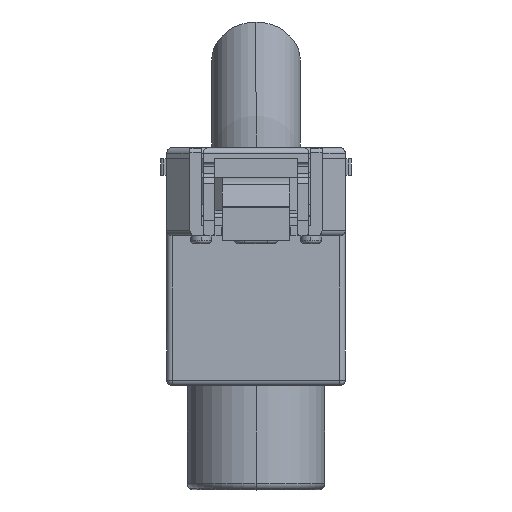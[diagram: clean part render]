
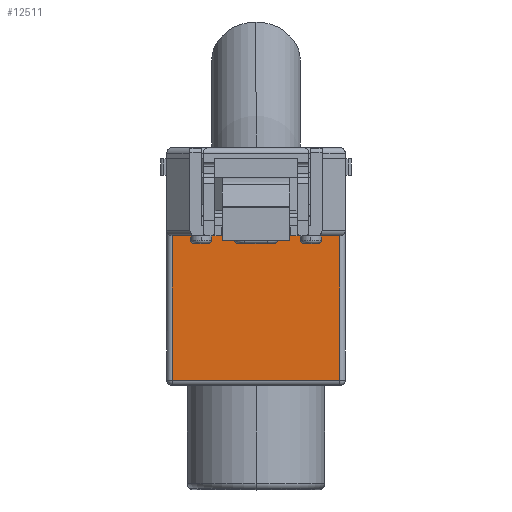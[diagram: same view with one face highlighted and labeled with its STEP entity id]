
A CAD part, left-side view. The second image highlights one B-rep face of the part: STEP entity #12511.
In plain terms, the highlighted planar face has unit normal (-1, 0, 0).
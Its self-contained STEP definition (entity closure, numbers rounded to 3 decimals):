
#406 = VECTOR ( 'NONE', #44479, 1000. ) ;
#1310 = CARTESIAN_POINT ( 'NONE',  ( -108.05, -4., -122.5 ) ) ;
#1363 = AXIS2_PLACEMENT_3D ( 'NONE', #16162, #33484, #76593 ) ;
#1434 = LINE ( 'NONE', #49796, #77662 ) ;
#2018 = VERTEX_POINT ( 'NONE', #22811 ) ;
#2148 = EDGE_CURVE ( 'NONE', #67100, #60340, #30309, .T. ) ;
#2621 = CARTESIAN_POINT ( 'NONE',  ( -108.05, 5.6, -122.5 ) ) ;
#2847 = LINE ( 'NONE', #31856, #28552 ) ;
#4624 = DIRECTION ( 'NONE',  ( 0., 0., 1. ) ) ;
#4929 = DIRECTION ( 'NONE',  ( 0., -1., 0. ) ) ;
#5039 = DIRECTION ( 'NONE',  ( 0., 0., 1. ) ) ;
#5238 = CIRCLE ( 'NONE', #73437, 0.3 ) ;
#5629 = VERTEX_POINT ( 'NONE', #45431 ) ;
#6210 = CARTESIAN_POINT ( 'NONE',  ( -108.05, -4., -122.9 ) ) ;
#6927 = CARTESIAN_POINT ( 'NONE',  ( -108.05, -5.6, -122.2 ) ) ;
#8781 = CIRCLE ( 'NONE', #52539, 0.3 ) ;
#8786 = ORIENTED_EDGE ( 'NONE', *, *, #51106, .T. ) ;
#9443 = EDGE_CURVE ( 'NONE', #5629, #33534, #67916, .T. ) ;
#9818 = EDGE_CURVE ( 'NONE', #29374, #74497, #8781, .T. ) ;
#10357 = DIRECTION ( 'NONE',  ( 0., 0., 1. ) ) ;
#10597 = CARTESIAN_POINT ( 'NONE',  ( -108.05, 4., -122.9 ) ) ;
#11479 = DIRECTION ( 'NONE',  ( 0., 0., 1. ) ) ;
#11736 = DIRECTION ( 'NONE',  ( 0., 0., 1. ) ) ;
#11925 = CARTESIAN_POINT ( 'NONE',  ( -108.05, -7.55, -122.9 ) ) ;
#12511 = ADVANCED_FACE ( 'NONE', ( #54660 ), #55839, .F. ) ;
#12521 = CARTESIAN_POINT ( 'NONE',  ( -108.05, -7.55, -122.9 ) ) ;
#14132 = DIRECTION ( 'NONE',  ( 0., 1., 0. ) ) ;
#14244 = LINE ( 'NONE', #26730, #406 ) ;
#14647 = CARTESIAN_POINT ( 'NONE',  ( -108.05, 4., -122.5 ) ) ;
#15118 = VERTEX_POINT ( 'NONE', #63878 ) ;
#15347 = VECTOR ( 'NONE', #40739, 1000. ) ;
#16162 = CARTESIAN_POINT ( 'NONE',  ( -108.05, 4.3, -122.5 ) ) ;
#16542 = CARTESIAN_POINT ( 'NONE',  ( -108.05, -5.6, -122.5 ) ) ;
#17230 = ORIENTED_EDGE ( 'NONE', *, *, #75967, .T. ) ;
#18101 = CIRCLE ( 'NONE', #1363, 0.3 ) ;
#18457 = ORIENTED_EDGE ( 'NONE', *, *, #46376, .F. ) ;
#18783 = DIRECTION ( 'NONE',  ( 0., 1., 0. ) ) ;
#20597 = ORIENTED_EDGE ( 'NONE', *, *, #62579, .T. ) ;
#20786 = EDGE_CURVE ( 'NONE', #42029, #29671, #18101, .T. ) ;
#21166 = EDGE_CURVE ( 'NONE', #68234, #38233, #5238, .T. ) ;
#22811 = CARTESIAN_POINT ( 'NONE',  ( -108.05, 5.9, -122.9 ) ) ;
#23767 = DIRECTION ( 'NONE',  ( -1., 0., 0. ) ) ;
#26003 = DIRECTION ( 'NONE',  ( 0., -1., 0. ) ) ;
#26730 = CARTESIAN_POINT ( 'NONE',  ( -108.05, 7.55, -122.9 ) ) ;
#27198 = DIRECTION ( 'NONE',  ( -1., 0., 0. ) ) ;
#27840 = LINE ( 'NONE', #52410, #15347 ) ;
#27902 = ORIENTED_EDGE ( 'NONE', *, *, #31573, .F. ) ;
#28409 = DIRECTION ( 'NONE',  ( 0., 0., 1. ) ) ;
#28552 = VECTOR ( 'NONE', #14132, 1000. ) ;
#28853 = VECTOR ( 'NONE', #72379, 1000. ) ;
#28967 = ORIENTED_EDGE ( 'NONE', *, *, #20786, .F. ) ;
#29374 = VERTEX_POINT ( 'NONE', #49668 ) ;
#29671 = VERTEX_POINT ( 'NONE', #32737 ) ;
#30309 = LINE ( 'NONE', #31489, #66433 ) ;
#30647 = LINE ( 'NONE', #12521, #60502 ) ;
#31486 = ORIENTED_EDGE ( 'NONE', *, *, #62468, .T. ) ;
#31489 = CARTESIAN_POINT ( 'NONE',  ( -108.05, 7.55, -109.9 ) ) ;
#31573 = EDGE_CURVE ( 'NONE', #38233, #29374, #2847, .T. ) ;
#31856 = CARTESIAN_POINT ( 'NONE',  ( -108.05, -5.6, -122.2 ) ) ;
#32737 = CARTESIAN_POINT ( 'NONE',  ( -108.05, 4.3, -122.2 ) ) ;
#33071 = LINE ( 'NONE', #70536, #52196 ) ;
#33484 = DIRECTION ( 'NONE',  ( -1., 0., 0. ) ) ;
#33534 = VERTEX_POINT ( 'NONE', #40544 ) ;
#34143 = CARTESIAN_POINT ( 'NONE',  ( -108.05, -5.9, -122.5 ) ) ;
#35323 = LINE ( 'NONE', #72773, #28853 ) ;
#35659 = LINE ( 'NONE', #78748, #57768 ) ;
#35725 = VERTEX_POINT ( 'NONE', #11925 ) ;
#37359 = EDGE_CURVE ( 'NONE', #15118, #35725, #1434, .T. ) ;
#37962 = EDGE_LOOP ( 'NONE', ( #78279, #55713, #76047, #28967, #18457, #38907, #31486, #53633, #27902, #78595, #72801, #63614, #8786, #17230, #72690, #20597 ) ) ;
#38233 = VERTEX_POINT ( 'NONE', #6927 ) ;
#38907 = ORIENTED_EDGE ( 'NONE', *, *, #75373, .T. ) ;
#39132 = DIRECTION ( 'NONE',  ( 0., 1., 0. ) ) ;
#40544 = CARTESIAN_POINT ( 'NONE',  ( -108.05, 5.9, -122.5 ) ) ;
#40739 = DIRECTION ( 'NONE',  ( 0., 0., 1. ) ) ;
#41773 = LINE ( 'NONE', #66318, #74898 ) ;
#42029 = VERTEX_POINT ( 'NONE', #14647 ) ;
#42132 = CARTESIAN_POINT ( 'NONE',  ( -108.05, 7.55, -122.9 ) ) ;
#43285 = LINE ( 'NONE', #6210, #62173 ) ;
#44422 = VECTOR ( 'NONE', #4929, 1000. ) ;
#44479 = DIRECTION ( 'NONE',  ( 0., -1., 0. ) ) ;
#45431 = CARTESIAN_POINT ( 'NONE',  ( -108.05, 5.6, -122.2 ) ) ;
#45905 = EDGE_CURVE ( 'NONE', #15118, #68234, #27840, .T. ) ;
#46161 = AXIS2_PLACEMENT_3D ( 'NONE', #49805, #73987, #18783 ) ;
#46376 = EDGE_CURVE ( 'NONE', #71386, #42029, #35659, .T. ) ;
#49668 = CARTESIAN_POINT ( 'NONE',  ( -108.05, -4.3, -122.2 ) ) ;
#49796 = CARTESIAN_POINT ( 'NONE',  ( -108.05, -5.9, -122.9 ) ) ;
#49805 = CARTESIAN_POINT ( 'NONE',  ( -108.05, 46.45, -109.9 ) ) ;
#49990 = VERTEX_POINT ( 'NONE', #79380 ) ;
#51106 = EDGE_CURVE ( 'NONE', #35725, #49990, #30647, .T. ) ;
#52196 = VECTOR ( 'NONE', #39132, 1000. ) ;
#52410 = CARTESIAN_POINT ( 'NONE',  ( -108.05, -5.9, -122.9 ) ) ;
#52539 = AXIS2_PLACEMENT_3D ( 'NONE', #72295, #73074, #4624 ) ;
#52686 = CARTESIAN_POINT ( 'NONE',  ( -108.05, 4., -122.9 ) ) ;
#53633 = ORIENTED_EDGE ( 'NONE', *, *, #9818, .F. ) ;
#53987 = DIRECTION ( 'NONE',  ( 0., -1., 0. ) ) ;
#54210 = VERTEX_POINT ( 'NONE', #78568 ) ;
#54660 = FACE_OUTER_BOUND ( 'NONE', #37962, .T. ) ;
#55713 = ORIENTED_EDGE ( 'NONE', *, *, #9443, .F. ) ;
#55839 = PLANE ( 'NONE',  #46161 ) ;
#55987 = CARTESIAN_POINT ( 'NONE',  ( -108.05, 7.55, -109.9 ) ) ;
#57768 = VECTOR ( 'NONE', #5039, 1000. ) ;
#58028 = EDGE_CURVE ( 'NONE', #2018, #33534, #41773, .T. ) ;
#60340 = VERTEX_POINT ( 'NONE', #42132 ) ;
#60502 = VECTOR ( 'NONE', #11736, 1000. ) ;
#62173 = VECTOR ( 'NONE', #11479, 1000. ) ;
#62468 = EDGE_CURVE ( 'NONE', #54210, #74497, #43285, .T. ) ;
#62499 = DIRECTION ( 'NONE',  ( 0., 0., -1. ) ) ;
#62579 = EDGE_CURVE ( 'NONE', #60340, #2018, #14244, .T. ) ;
#63614 = ORIENTED_EDGE ( 'NONE', *, *, #37359, .T. ) ;
#63878 = CARTESIAN_POINT ( 'NONE',  ( -108.05, -5.9, -122.9 ) ) ;
#65775 = LINE ( 'NONE', #10597, #44422 ) ;
#66318 = CARTESIAN_POINT ( 'NONE',  ( -108.05, 5.9, -122.9 ) ) ;
#66433 = VECTOR ( 'NONE', #62499, 1000. ) ;
#66653 = AXIS2_PLACEMENT_3D ( 'NONE', #2621, #27198, #28409 ) ;
#67100 = VERTEX_POINT ( 'NONE', #55987 ) ;
#67916 = CIRCLE ( 'NONE', #66653, 0.3 ) ;
#68234 = VERTEX_POINT ( 'NONE', #34143 ) ;
#70536 = CARTESIAN_POINT ( 'NONE',  ( -108.05, -7.55, -109.9 ) ) ;
#70582 = EDGE_CURVE ( 'NONE', #5629, #29671, #35323, .T. ) ;
#71386 = VERTEX_POINT ( 'NONE', #52686 ) ;
#72295 = CARTESIAN_POINT ( 'NONE',  ( -108.05, -4.3, -122.5 ) ) ;
#72379 = DIRECTION ( 'NONE',  ( 0., -1., 0. ) ) ;
#72690 = ORIENTED_EDGE ( 'NONE', *, *, #2148, .T. ) ;
#72773 = CARTESIAN_POINT ( 'NONE',  ( -108.05, 5.6, -122.2 ) ) ;
#72801 = ORIENTED_EDGE ( 'NONE', *, *, #45905, .F. ) ;
#73074 = DIRECTION ( 'NONE',  ( -1., 0., 0. ) ) ;
#73437 = AXIS2_PLACEMENT_3D ( 'NONE', #16542, #23767, #53987 ) ;
#73987 = DIRECTION ( 'NONE',  ( 1., 0., 0. ) ) ;
#74497 = VERTEX_POINT ( 'NONE', #1310 ) ;
#74898 = VECTOR ( 'NONE', #10357, 1000. ) ;
#75373 = EDGE_CURVE ( 'NONE', #71386, #54210, #65775, .T. ) ;
#75967 = EDGE_CURVE ( 'NONE', #49990, #67100, #33071, .T. ) ;
#76047 = ORIENTED_EDGE ( 'NONE', *, *, #70582, .T. ) ;
#76593 = DIRECTION ( 'NONE',  ( 0., -1., 0. ) ) ;
#77662 = VECTOR ( 'NONE', #26003, 1000. ) ;
#78279 = ORIENTED_EDGE ( 'NONE', *, *, #58028, .T. ) ;
#78568 = CARTESIAN_POINT ( 'NONE',  ( -108.05, -4., -122.9 ) ) ;
#78595 = ORIENTED_EDGE ( 'NONE', *, *, #21166, .F. ) ;
#78748 = CARTESIAN_POINT ( 'NONE',  ( -108.05, 4., -122.9 ) ) ;
#79380 = CARTESIAN_POINT ( 'NONE',  ( -108.05, -7.55, -109.9 ) ) ;
